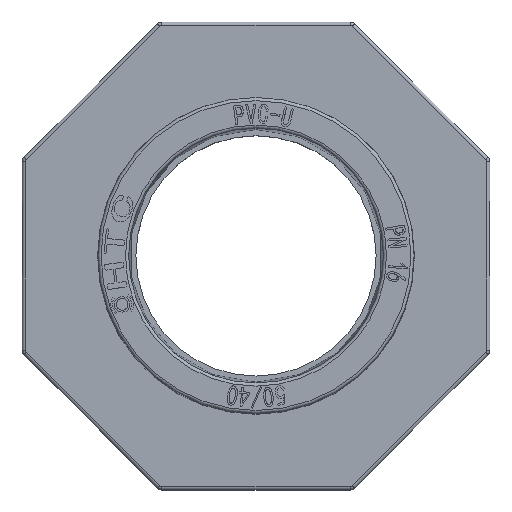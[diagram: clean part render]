
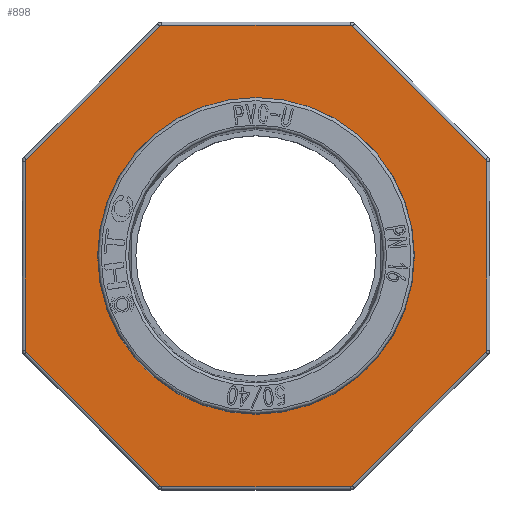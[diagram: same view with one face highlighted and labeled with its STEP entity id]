
A CAD part, top view. The second image highlights one B-rep face of the part: STEP entity #898.
In plain terms, the highlighted planar face has unit normal (0, 0, 1).
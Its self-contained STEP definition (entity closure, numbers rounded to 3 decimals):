
#898=ADVANCED_FACE('',(#4464,#4465),#1683,.T.);
#1683=PLANE('',#14777);
#2424=LINE('',#23755,#3382);
#2425=LINE('',#23760,#3383);
#2426=LINE('',#23764,#3384);
#2427=LINE('',#23768,#3385);
#2428=LINE('',#23772,#3386);
#2429=LINE('',#23776,#3387);
#2430=LINE('',#23780,#3388);
#2431=LINE('',#23784,#3389);
#3382=VECTOR('',#15698,1.);
#3383=VECTOR('',#15701,1.);
#3384=VECTOR('',#15704,1.);
#3385=VECTOR('',#15707,1.);
#3386=VECTOR('',#15710,1.);
#3387=VECTOR('',#15713,1.);
#3388=VECTOR('',#15716,1.);
#3389=VECTOR('',#15719,1.);
#4353=CIRCLE('',#14755,25.05);
#4359=CIRCLE('',#14769,0.5);
#4360=CIRCLE('',#14770,0.5);
#4361=CIRCLE('',#14771,0.5);
#4362=CIRCLE('',#14772,0.5);
#4363=CIRCLE('',#14773,0.5);
#4364=CIRCLE('',#14774,0.5);
#4365=CIRCLE('',#14775,0.5);
#4366=CIRCLE('',#14776,0.5);
#4464=FACE_BOUND('',#4537,.T.);
#4465=FACE_BOUND('',#4538,.T.);
#4537=EDGE_LOOP('',(#5877,#5878,#5879,#5880,#5881,#5882,#5883,#5884,#5885,
#5886,#5887,#5888,#5889,#5890,#5891,#5892));
#4538=EDGE_LOOP('',(#5893));
#5877=ORIENTED_EDGE('',*,*,#11820,.T.);
#5878=ORIENTED_EDGE('',*,*,#11821,.T.);
#5879=ORIENTED_EDGE('',*,*,#11822,.T.);
#5880=ORIENTED_EDGE('',*,*,#11823,.T.);
#5881=ORIENTED_EDGE('',*,*,#11824,.T.);
#5882=ORIENTED_EDGE('',*,*,#11825,.T.);
#5883=ORIENTED_EDGE('',*,*,#11826,.T.);
#5884=ORIENTED_EDGE('',*,*,#11827,.T.);
#5885=ORIENTED_EDGE('',*,*,#11828,.T.);
#5886=ORIENTED_EDGE('',*,*,#11829,.T.);
#5887=ORIENTED_EDGE('',*,*,#11830,.T.);
#5888=ORIENTED_EDGE('',*,*,#11831,.T.);
#5889=ORIENTED_EDGE('',*,*,#11832,.T.);
#5890=ORIENTED_EDGE('',*,*,#11833,.T.);
#5891=ORIENTED_EDGE('',*,*,#11834,.T.);
#5892=ORIENTED_EDGE('',*,*,#11835,.T.);
#5893=ORIENTED_EDGE('',*,*,#11806,.F.);
#10315=VERTEX_POINT('',#23720);
#10329=VERTEX_POINT('',#23756);
#10330=VERTEX_POINT('',#23757);
#10331=VERTEX_POINT('',#23759);
#10332=VERTEX_POINT('',#23761);
#10333=VERTEX_POINT('',#23763);
#10334=VERTEX_POINT('',#23765);
#10335=VERTEX_POINT('',#23767);
#10336=VERTEX_POINT('',#23769);
#10337=VERTEX_POINT('',#23771);
#10338=VERTEX_POINT('',#23773);
#10339=VERTEX_POINT('',#23775);
#10340=VERTEX_POINT('',#23777);
#10341=VERTEX_POINT('',#23779);
#10342=VERTEX_POINT('',#23781);
#10343=VERTEX_POINT('',#23783);
#10344=VERTEX_POINT('',#23785);
#11806=EDGE_CURVE('',#10315,#10315,#4353,.T.);
#11820=EDGE_CURVE('',#10329,#10330,#2424,.T.);
#11821=EDGE_CURVE('',#10330,#10331,#4359,.T.);
#11822=EDGE_CURVE('',#10331,#10332,#2425,.T.);
#11823=EDGE_CURVE('',#10332,#10333,#4360,.T.);
#11824=EDGE_CURVE('',#10333,#10334,#2426,.T.);
#11825=EDGE_CURVE('',#10334,#10335,#4361,.T.);
#11826=EDGE_CURVE('',#10335,#10336,#2427,.T.);
#11827=EDGE_CURVE('',#10336,#10337,#4362,.T.);
#11828=EDGE_CURVE('',#10337,#10338,#2428,.T.);
#11829=EDGE_CURVE('',#10338,#10339,#4363,.T.);
#11830=EDGE_CURVE('',#10339,#10340,#2429,.T.);
#11831=EDGE_CURVE('',#10340,#10341,#4364,.T.);
#11832=EDGE_CURVE('',#10341,#10342,#2430,.T.);
#11833=EDGE_CURVE('',#10342,#10343,#4365,.T.);
#11834=EDGE_CURVE('',#10343,#10344,#2431,.T.);
#11835=EDGE_CURVE('',#10344,#10329,#4366,.T.);
#14755=AXIS2_PLACEMENT_3D('',#23719,#15662,#15663);
#14769=AXIS2_PLACEMENT_3D('',#23758,#15699,#15700);
#14770=AXIS2_PLACEMENT_3D('',#23762,#15702,#15703);
#14771=AXIS2_PLACEMENT_3D('',#23766,#15705,#15706);
#14772=AXIS2_PLACEMENT_3D('',#23770,#15708,#15709);
#14773=AXIS2_PLACEMENT_3D('',#23774,#15711,#15712);
#14774=AXIS2_PLACEMENT_3D('',#23778,#15714,#15715);
#14775=AXIS2_PLACEMENT_3D('',#23782,#15717,#15718);
#14776=AXIS2_PLACEMENT_3D('',#23786,#15720,#15721);
#14777=AXIS2_PLACEMENT_3D('',#23787,#15722,#15723);
#15662=DIRECTION('',(0.,0.,1.));
#15663=DIRECTION('',(0.,1.,0.));
#15698=DIRECTION('',(0.,-1.,0.));
#15699=DIRECTION('',(0.,0.,1.));
#15700=DIRECTION('',(0.,1.,0.));
#15701=DIRECTION('',(0.707,-0.707,0.));
#15702=DIRECTION('',(0.,0.,1.));
#15703=DIRECTION('',(0.,1.,0.));
#15704=DIRECTION('',(1.,0.,0.));
#15705=DIRECTION('',(0.,0.,1.));
#15706=DIRECTION('',(0.,1.,0.));
#15707=DIRECTION('',(0.707,0.707,0.));
#15708=DIRECTION('',(0.,0.,1.));
#15709=DIRECTION('',(0.,1.,0.));
#15710=DIRECTION('',(0.,1.,0.));
#15711=DIRECTION('',(0.,0.,1.));
#15712=DIRECTION('',(0.,1.,0.));
#15713=DIRECTION('',(-0.707,0.707,0.));
#15714=DIRECTION('',(0.,0.,1.));
#15715=DIRECTION('',(0.,1.,0.));
#15716=DIRECTION('',(-1.,0.,0.));
#15717=DIRECTION('',(0.,0.,1.));
#15718=DIRECTION('',(0.,1.,0.));
#15719=DIRECTION('',(-0.707,-0.707,0.));
#15720=DIRECTION('',(0.,0.,1.));
#15721=DIRECTION('',(0.,1.,0.));
#15722=DIRECTION('',(0.,0.,1.));
#15723=DIRECTION('',(0.,1.,0.));
#23719=CARTESIAN_POINT('',(-213.,423.5,14.504));
#23720=CARTESIAN_POINT('',(-213.,448.55,14.504));
#23755=CARTESIAN_POINT('',(-249.5,408.588,14.504));
#23756=CARTESIAN_POINT('',(-249.5,438.412,14.504));
#23757=CARTESIAN_POINT('',(-249.5,408.588,14.504));
#23758=CARTESIAN_POINT('',(-249.,408.588,14.504));
#23759=CARTESIAN_POINT('',(-249.354,408.235,14.504));
#23760=CARTESIAN_POINT('',(-228.265,387.146,14.504));
#23761=CARTESIAN_POINT('',(-228.265,387.146,14.504));
#23762=CARTESIAN_POINT('',(-227.912,387.5,14.504));
#23763=CARTESIAN_POINT('',(-227.912,387.,14.504));
#23764=CARTESIAN_POINT('',(-198.088,387.,14.504));
#23765=CARTESIAN_POINT('',(-198.088,387.,14.504));
#23766=CARTESIAN_POINT('',(-198.088,387.5,14.504));
#23767=CARTESIAN_POINT('',(-197.735,387.146,14.504));
#23768=CARTESIAN_POINT('',(-176.646,408.235,14.504));
#23769=CARTESIAN_POINT('',(-176.646,408.235,14.504));
#23770=CARTESIAN_POINT('',(-177.,408.588,14.504));
#23771=CARTESIAN_POINT('',(-176.5,408.588,14.504));
#23772=CARTESIAN_POINT('',(-176.5,438.412,14.504));
#23773=CARTESIAN_POINT('',(-176.5,438.412,14.504));
#23774=CARTESIAN_POINT('',(-177.,438.412,14.504));
#23775=CARTESIAN_POINT('',(-176.646,438.765,14.504));
#23776=CARTESIAN_POINT('',(-197.735,459.854,14.504));
#23777=CARTESIAN_POINT('',(-197.735,459.854,14.504));
#23778=CARTESIAN_POINT('',(-198.088,459.5,14.504));
#23779=CARTESIAN_POINT('',(-198.088,460.,14.504));
#23780=CARTESIAN_POINT('',(-227.912,460.,14.504));
#23781=CARTESIAN_POINT('',(-227.912,460.,14.504));
#23782=CARTESIAN_POINT('',(-227.912,459.5,14.504));
#23783=CARTESIAN_POINT('',(-228.265,459.854,14.504));
#23784=CARTESIAN_POINT('',(-249.354,438.765,14.504));
#23785=CARTESIAN_POINT('',(-249.354,438.765,14.504));
#23786=CARTESIAN_POINT('',(-249.,438.412,14.504));
#23787=CARTESIAN_POINT('',(120.5,-39.5,14.504));
